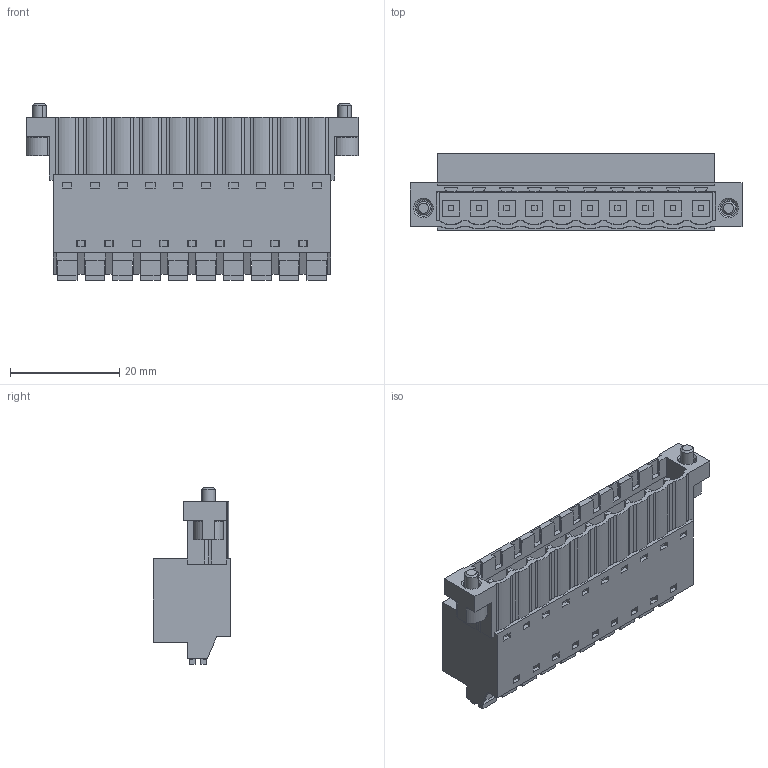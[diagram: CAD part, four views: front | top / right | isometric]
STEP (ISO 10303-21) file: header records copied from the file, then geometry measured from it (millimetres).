
FILE_DESCRIPTION(('CATIA V5 STEP Exchange','CAx-IF Rec.Pracs.--- Model Styling and Organization---1.4--- 2014-01-23'),'2;1');
FILE_NAME ('011726-2_0_1336130000_1336130000.stp','2022-05-23T12:40:20+00:00',('none'),('Weidmueller'),'CATIA Version 5-6 Release 2016 SP3 HF44','CATIA V5 STEP AP214','none');
FILE_SCHEMA(('AUTOMOTIVE_DESIGN { 1 0 10303 214 1 1 1 1 }'));
Length unit declared in the file: millimetre
Products named in the file (1): 1336130000
Bounding box: 60.8 x 14.2 x 32.4 mm (x, y, z)
Volume: 11593.3 mm3; surface area: 10803.3 mm2
Topology: 23 solids, 23 shells, 1084 faces, 2845 edges, 1862 vertices
Faces by surface type: plane 918, cylinder 122, extrusion 20, cone 20, torus 4
Entity records: 31543 total; most frequent: CARTESIAN_POINT 6691, ORIENTED_EDGE 5690, DIRECTION 3990, EDGE_CURVE 2845, VECTOR 2521, LINE 2501, VERTEX_POINT 1862, EDGE_LOOP 1199
